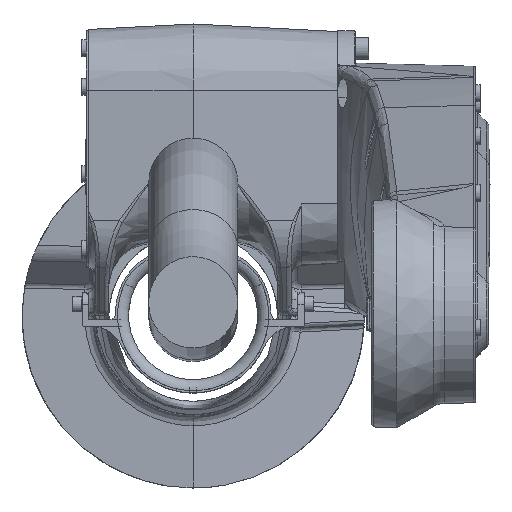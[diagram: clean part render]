
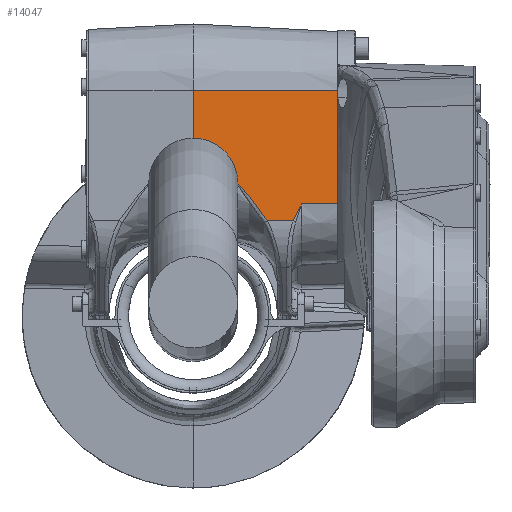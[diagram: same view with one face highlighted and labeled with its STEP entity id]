
A CAD part, top view. The second image highlights one B-rep face of the part: STEP entity #14047.
In plain terms, the highlighted planar face has unit normal (0.052, 0, 0.999).
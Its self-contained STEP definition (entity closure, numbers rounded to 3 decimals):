
#1432=FACE_OUTER_BOUND('',#2323,.T.);
#2323=EDGE_LOOP('',(#9301,#9302,#9303,#9304,#9305,#9306,#9307,#9308));
#3278=B_SPLINE_CURVE_WITH_KNOTS('',3,(#20575,#20576,#20577,#20578,#20579,
#20580,#20581,#20582,#20583,#20584,#20585,#20586,#20587,#20588,#20589,#20590,
#20591,#20592,#20593,#20594,#20595,#20596,#20597,#20598,#20599,#20600,#20601,
#20602,#20603,#20604,#20605,#20606,#20607,#20608,#20609,#20610,#20611,#20612,
#20613,#20614,#20615,#20616,#20617,#20618,#20619,#20620,#20621,#20622,#20623),
 .UNSPECIFIED.,.F.,.F.,(4,3,3,3,3,3,3,3,3,3,3,3,3,3,3,3,4),(0.,3.52,
7.382,11.378,15.027,18.358,21.472,
24.431,27.274,29.976,32.61,35.184,
37.706,40.159,42.577,44.945,47.172),
 .UNSPECIFIED.);
#3279=B_SPLINE_CURVE_WITH_KNOTS('',3,(#20627,#20628,#20629,#20630,#20631,
#20632,#20633,#20634,#20635,#20636,#20637,#20638,#20639,#20640,#20641,#20642,
#20643,#20644,#20645,#20646,#20647,#20648),.UNSPECIFIED.,.F.,.F.,(4,3,3,
3,3,3,3,4),(22.312,24.363,26.423,28.483,
30.535,32.585,34.633,35.192),
 .UNSPECIFIED.);
#3646=LINE('',#20569,#4685);
#3647=LINE('',#20571,#4686);
#3648=LINE('',#20573,#4687);
#3649=LINE('',#20625,#4688);
#3650=LINE('',#20650,#4689);
#3651=LINE('',#20651,#4690);
#4685=VECTOR('',#16496,1.);
#4686=VECTOR('',#16497,1.);
#4687=VECTOR('',#16498,1.);
#4688=VECTOR('',#16499,1.);
#4689=VECTOR('',#16500,1.);
#4690=VECTOR('',#16501,1.);
#5724=VERTEX_POINT('',#20567);
#5725=VERTEX_POINT('',#20568);
#5726=VERTEX_POINT('',#20570);
#5727=VERTEX_POINT('',#20572);
#5728=VERTEX_POINT('',#20574);
#5729=VERTEX_POINT('',#20624);
#5730=VERTEX_POINT('',#20626);
#5731=VERTEX_POINT('',#20649);
#7112=EDGE_CURVE('',#5724,#5725,#3646,.F.);
#7113=EDGE_CURVE('',#5726,#5724,#3647,.T.);
#7114=EDGE_CURVE('',#5727,#5726,#3648,.T.);
#7115=EDGE_CURVE('',#5727,#5728,#3278,.T.);
#7116=EDGE_CURVE('',#5729,#5728,#3649,.T.);
#7117=EDGE_CURVE('',#5729,#5730,#3279,.T.);
#7118=EDGE_CURVE('',#5730,#5731,#3650,.F.);
#7119=EDGE_CURVE('',#5731,#5725,#3651,.T.);
#9301=ORIENTED_EDGE('',*,*,#7112,.F.);
#9302=ORIENTED_EDGE('',*,*,#7113,.F.);
#9303=ORIENTED_EDGE('',*,*,#7114,.F.);
#9304=ORIENTED_EDGE('',*,*,#7115,.T.);
#9305=ORIENTED_EDGE('',*,*,#7116,.F.);
#9306=ORIENTED_EDGE('',*,*,#7117,.T.);
#9307=ORIENTED_EDGE('',*,*,#7118,.T.);
#9308=ORIENTED_EDGE('',*,*,#7119,.T.);
#13679=PLANE('',#14976);
#14047=ADVANCED_FACE('',(#1432),#13679,.T.);
#14976=AXIS2_PLACEMENT_3D('',#20566,#16494,#16495);
#16494=DIRECTION('center_axis',(0.052,0.,
0.999));
#16495=DIRECTION('ref_axis',(0.,1.,0.));
#16496=DIRECTION('',(-0.999,0.,0.052));
#16497=DIRECTION('',(0.,1.,0.));
#16498=DIRECTION('',(-0.999,0.,0.052));
#16499=DIRECTION('',(-0.999,0.,0.052));
#16500=DIRECTION('',(-0.999,0.,0.052));
#16501=DIRECTION('',(0.,1.,0.));
#20566=CARTESIAN_POINT('Origin',(0.,0.,455.));
#20567=CARTESIAN_POINT('',(0.,101.,455.));
#20568=CARTESIAN_POINT('',(65.,101.,451.593));
#20569=CARTESIAN_POINT('',(22.409,101.,453.826));
#20570=CARTESIAN_POINT('',(0.,63.,455.));
#20571=CARTESIAN_POINT('',(0.,0.,455.));
#20572=CARTESIAN_POINT('',(16.953,63.,454.112));
#20573=CARTESIAN_POINT('',(22.409,63.,453.826));
#20574=CARTESIAN_POINT('',(33.303,42.426,453.255));
#20575=CARTESIAN_POINT('Ctrl Pts',(16.953,63.,454.112));
#20576=CARTESIAN_POINT('Ctrl Pts',(17.365,62.535,454.09));
#20577=CARTESIAN_POINT('Ctrl Pts',(17.777,62.071,454.068));
#20578=CARTESIAN_POINT('Ctrl Pts',(18.189,61.607,454.047));
#20579=CARTESIAN_POINT('Ctrl Pts',(18.641,61.097,454.023));
#20580=CARTESIAN_POINT('Ctrl Pts',(19.094,60.588,453.999));
#20581=CARTESIAN_POINT('Ctrl Pts',(19.546,60.077,453.976));
#20582=CARTESIAN_POINT('Ctrl Pts',(20.015,59.549,453.951));
#20583=CARTESIAN_POINT('Ctrl Pts',(20.483,59.019,453.927));
#20584=CARTESIAN_POINT('Ctrl Pts',(20.952,58.487,453.902));
#20585=CARTESIAN_POINT('Ctrl Pts',(21.38,58.001,453.88));
#20586=CARTESIAN_POINT('Ctrl Pts',(21.808,57.513,453.857));
#20587=CARTESIAN_POINT('Ctrl Pts',(22.236,57.021,453.835));
#20588=CARTESIAN_POINT('Ctrl Pts',(22.627,56.572,453.814));
#20589=CARTESIAN_POINT('Ctrl Pts',(23.018,56.121,453.794));
#20590=CARTESIAN_POINT('Ctrl Pts',(23.408,55.665,453.773));
#20591=CARTESIAN_POINT('Ctrl Pts',(23.773,55.24,453.754));
#20592=CARTESIAN_POINT('Ctrl Pts',(24.139,54.811,453.735));
#20593=CARTESIAN_POINT('Ctrl Pts',(24.503,54.378,453.716));
#20594=CARTESIAN_POINT('Ctrl Pts',(24.85,53.967,453.698));
#20595=CARTESIAN_POINT('Ctrl Pts',(25.196,53.553,453.68));
#20596=CARTESIAN_POINT('Ctrl Pts',(25.542,53.134,453.661));
#20597=CARTESIAN_POINT('Ctrl Pts',(25.874,52.732,453.644));
#20598=CARTESIAN_POINT('Ctrl Pts',(26.206,52.325,453.627));
#20599=CARTESIAN_POINT('Ctrl Pts',(26.538,51.915,453.609));
#20600=CARTESIAN_POINT('Ctrl Pts',(26.853,51.524,453.593));
#20601=CARTESIAN_POINT('Ctrl Pts',(27.168,51.13,453.576));
#20602=CARTESIAN_POINT('Ctrl Pts',(27.481,50.731,453.56));
#20603=CARTESIAN_POINT('Ctrl Pts',(27.787,50.343,453.544));
#20604=CARTESIAN_POINT('Ctrl Pts',(28.093,49.95,453.528));
#20605=CARTESIAN_POINT('Ctrl Pts',(28.397,49.552,453.512));
#20606=CARTESIAN_POINT('Ctrl Pts',(28.694,49.163,453.496));
#20607=CARTESIAN_POINT('Ctrl Pts',(28.991,48.77,453.481));
#20608=CARTESIAN_POINT('Ctrl Pts',(29.286,48.371,453.465));
#20609=CARTESIAN_POINT('Ctrl Pts',(29.576,47.981,453.45));
#20610=CARTESIAN_POINT('Ctrl Pts',(29.864,47.586,453.435));
#20611=CARTESIAN_POINT('Ctrl Pts',(30.151,47.185,453.42));
#20612=CARTESIAN_POINT('Ctrl Pts',(30.43,46.796,453.405));
#20613=CARTESIAN_POINT('Ctrl Pts',(30.708,46.401,453.391));
#20614=CARTESIAN_POINT('Ctrl Pts',(30.984,46.002,453.376));
#20615=CARTESIAN_POINT('Ctrl Pts',(31.256,45.607,453.362));
#20616=CARTESIAN_POINT('Ctrl Pts',(31.527,45.208,453.348));
#20617=CARTESIAN_POINT('Ctrl Pts',(31.796,44.802,453.334));
#20618=CARTESIAN_POINT('Ctrl Pts',(32.059,44.405,453.32));
#20619=CARTESIAN_POINT('Ctrl Pts',(32.32,44.003,453.306));
#20620=CARTESIAN_POINT('Ctrl Pts',(32.579,43.594,453.293));
#20621=CARTESIAN_POINT('Ctrl Pts',(32.823,43.21,453.28));
#20622=CARTESIAN_POINT('Ctrl Pts',(33.064,42.821,453.267));
#20623=CARTESIAN_POINT('Ctrl Pts',(33.304,42.426,453.255));
#20624=CARTESIAN_POINT('',(45.044,42.426,452.639));
#20625=CARTESIAN_POINT('',(22.409,42.426,453.826));
#20626=CARTESIAN_POINT('',(48.738,50.,452.446));
#20627=CARTESIAN_POINT('Ctrl Pts',(45.044,42.426,452.639));
#20628=CARTESIAN_POINT('Ctrl Pts',(45.223,42.845,452.63));
#20629=CARTESIAN_POINT('Ctrl Pts',(45.407,43.26,452.62));
#20630=CARTESIAN_POINT('Ctrl Pts',(45.594,43.672,452.611));
#20631=CARTESIAN_POINT('Ctrl Pts',(45.781,44.086,452.601));
#20632=CARTESIAN_POINT('Ctrl Pts',(45.972,44.496,452.591));
#20633=CARTESIAN_POINT('Ctrl Pts',(46.166,44.903,452.581));
#20634=CARTESIAN_POINT('Ctrl Pts',(46.36,45.311,452.57));
#20635=CARTESIAN_POINT('Ctrl Pts',(46.556,45.715,452.56));
#20636=CARTESIAN_POINT('Ctrl Pts',(46.754,46.118,452.55));
#20637=CARTESIAN_POINT('Ctrl Pts',(46.952,46.519,452.539));
#20638=CARTESIAN_POINT('Ctrl Pts',(47.151,46.918,452.529));
#20639=CARTESIAN_POINT('Ctrl Pts',(47.353,47.315,452.518));
#20640=CARTESIAN_POINT('Ctrl Pts',(47.553,47.712,452.508));
#20641=CARTESIAN_POINT('Ctrl Pts',(47.756,48.107,452.497));
#20642=CARTESIAN_POINT('Ctrl Pts',(47.959,48.501,452.487));
#20643=CARTESIAN_POINT('Ctrl Pts',(48.162,48.895,452.476));
#20644=CARTESIAN_POINT('Ctrl Pts',(48.366,49.287,452.465));
#20645=CARTESIAN_POINT('Ctrl Pts',(48.571,49.679,452.455));
#20646=CARTESIAN_POINT('Ctrl Pts',(48.627,49.786,452.452));
#20647=CARTESIAN_POINT('Ctrl Pts',(48.682,49.893,452.449));
#20648=CARTESIAN_POINT('Ctrl Pts',(48.738,50.,452.446));
#20649=CARTESIAN_POINT('',(65.,50.,451.593));
#20650=CARTESIAN_POINT('',(22.409,50.,453.826));
#20651=CARTESIAN_POINT('',(65.,0.,451.593));
